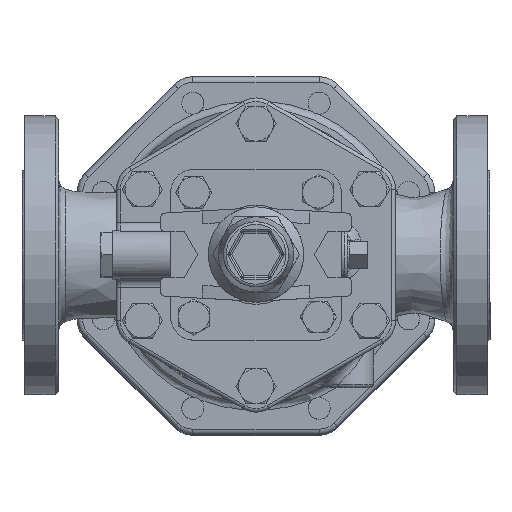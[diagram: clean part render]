
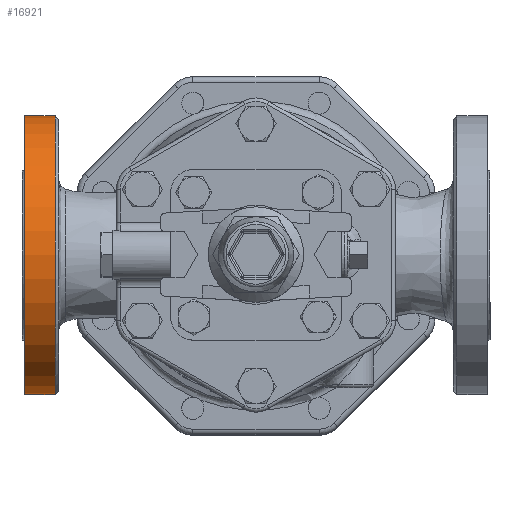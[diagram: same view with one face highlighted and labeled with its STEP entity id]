
A CAD part, top view. The second image highlights one B-rep face of the part: STEP entity #16921.
In plain terms, the highlighted cylindrical face has radius 76 mm (diameter 152 mm), a full revolution.
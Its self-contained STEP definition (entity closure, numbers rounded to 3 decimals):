
#3496=FACE_BOUND('',#5389,.T.);
#4118=FACE_OUTER_BOUND('',#5388,.T.);
#5388=EDGE_LOOP('',(#13379));
#5389=EDGE_LOOP('',(#13380));
#6553=CIRCLE('',#18385,76.);
#6554=CIRCLE('',#18387,76.);
#7908=VERTEX_POINT('',#31354);
#7909=VERTEX_POINT('',#31357);
#9872=EDGE_CURVE('',#7908,#7908,#6553,.T.);
#9873=EDGE_CURVE('',#7909,#7909,#6554,.T.);
#13379=ORIENTED_EDGE('',*,*,#9873,.T.);
#13380=ORIENTED_EDGE('',*,*,#9872,.F.);
#16264=CYLINDRICAL_SURFACE('',#18386,76.);
#16921=ADVANCED_FACE('',(#4118,#3496),#16264,.T.);
#18385=AXIS2_PLACEMENT_3D('',#31355,#21603,#21604);
#18386=AXIS2_PLACEMENT_3D('',#31356,#21605,#21606);
#18387=AXIS2_PLACEMENT_3D('',#31358,#21607,#21608);
#21603=DIRECTION('center_axis',(1.,0.,0.));
#21604=DIRECTION('ref_axis',(0.,0.,1.));
#21605=DIRECTION('center_axis',(1.,0.,0.));
#21606=DIRECTION('ref_axis',(0.,0.,1.));
#21607=DIRECTION('center_axis',(1.,0.,0.));
#21608=DIRECTION('ref_axis',(0.,0.,1.));
#31354=CARTESIAN_POINT('',(-109.5,0.,49.));
#31355=CARTESIAN_POINT('Origin',(-109.5,0.,125.));
#31356=CARTESIAN_POINT('Origin',(-107.5,0.,125.));
#31357=CARTESIAN_POINT('',(-125.9,0.,49.));
#31358=CARTESIAN_POINT('Origin',(-125.9,0.,125.));
